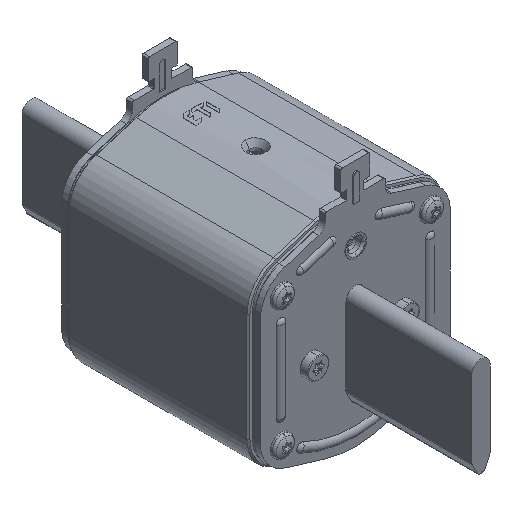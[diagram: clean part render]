
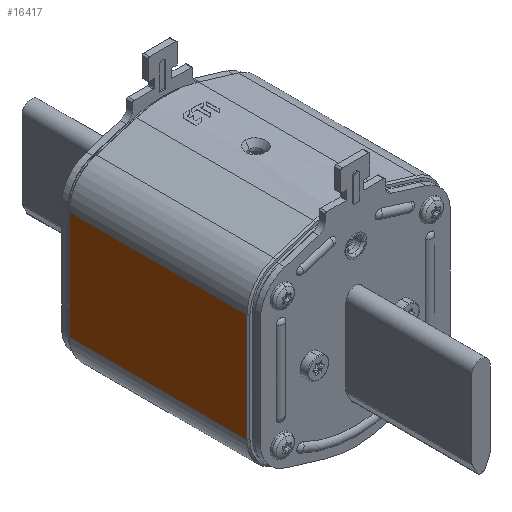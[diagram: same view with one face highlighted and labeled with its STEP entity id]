
A CAD part, isometric view. The second image highlights one B-rep face of the part: STEP entity #16417.
In plain terms, the highlighted planar face has unit normal (-1, 0, 0).
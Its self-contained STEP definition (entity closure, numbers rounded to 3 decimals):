
#1486=DIRECTION('',(0.,0.,1.));
#1487=VECTOR('',#1486,35.975);
#1488=CARTESIAN_POINT('',(-32.5,-0.5,-17.987));
#1489=LINE('',#1488,#1487);
#1490=DIRECTION('',(0.,-1.,0.));
#1491=VECTOR('',#1490,59.);
#1492=CARTESIAN_POINT('',(-32.5,-0.5,-17.987));
#1493=LINE('',#1492,#1491);
#1494=DIRECTION('',(0.,-1.,0.));
#1495=VECTOR('',#1494,59.);
#1496=CARTESIAN_POINT('',(-32.5,-0.5,17.987));
#1497=LINE('',#1496,#1495);
#2125=DIRECTION('',(0.,0.,1.));
#2126=VECTOR('',#2125,35.975);
#2127=CARTESIAN_POINT('',(-32.5,-59.5,-17.987));
#2128=LINE('',#2127,#2126);
#12743=CARTESIAN_POINT('',(-32.5,-0.5,-17.987));
#12744=CARTESIAN_POINT('',(-32.5,-0.5,17.987));
#12745=VERTEX_POINT('',#12743);
#12746=VERTEX_POINT('',#12744);
#12791=CARTESIAN_POINT('',(-32.5,-59.5,-17.987));
#12792=CARTESIAN_POINT('',(-32.5,-59.5,17.987));
#12793=VERTEX_POINT('',#12791);
#12794=VERTEX_POINT('',#12792);
#16403=CARTESIAN_POINT('',(-32.5,0.,-17.987));
#16404=DIRECTION('',(-1.,0.,0.));
#16405=DIRECTION('',(0.,0.,1.));
#16406=AXIS2_PLACEMENT_3D('',#16403,#16404,#16405);
#16407=PLANE('',#16406);
#16408=ORIENTED_EDGE('',*,*,#16397,.T.);
#16410=ORIENTED_EDGE('',*,*,#16409,.T.);
#16412=ORIENTED_EDGE('',*,*,#16411,.F.);
#16414=ORIENTED_EDGE('',*,*,#16413,.F.);
#16415=EDGE_LOOP('',(#16408,#16410,#16412,#16414));
#16416=FACE_OUTER_BOUND('',#16415,.F.);
#16397=EDGE_CURVE('',#12745,#12746,#1489,.T.);
#16409=EDGE_CURVE('',#12746,#12794,#1497,.T.);
#16411=EDGE_CURVE('',#12793,#12794,#2128,.T.);
#16413=EDGE_CURVE('',#12745,#12793,#1493,.T.);
#16417=ADVANCED_FACE('',(#16416),#16407,.T.);
